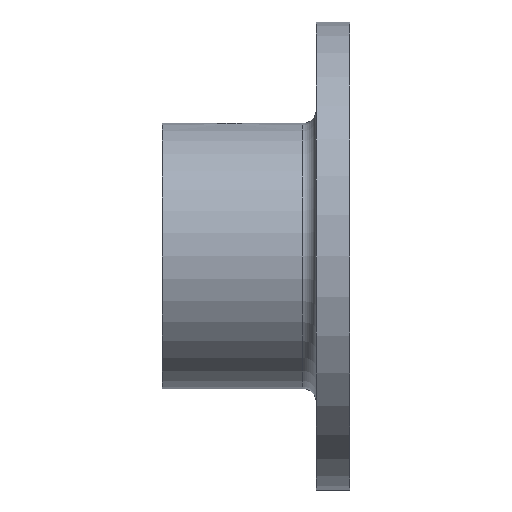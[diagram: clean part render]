
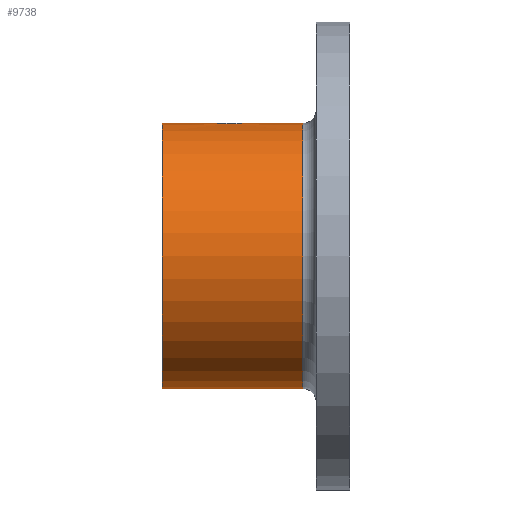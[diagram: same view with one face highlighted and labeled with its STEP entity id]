
A CAD part, left-side view. The second image highlights one B-rep face of the part: STEP entity #9738.
In plain terms, the highlighted cylindrical face has radius 19.85 mm (diameter 39.7 mm), a partial arc.
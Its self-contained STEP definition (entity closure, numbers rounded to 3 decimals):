
#75 = DIRECTION ( 'NONE',  ( 0., -1., 0. ) ) ;
#259 = ORIENTED_EDGE ( 'NONE', *, *, #3103, .F. ) ;
#417 = CARTESIAN_POINT ( 'NONE',  ( -0.931, 19.887, 19.829 ) ) ;
#1058 = VERTEX_POINT ( 'NONE', #1547 ) ;
#1121 = CARTESIAN_POINT ( 'NONE',  ( -2.045, 17.449, 19.745 ) ) ;
#1348 = CARTESIAN_POINT ( 'NONE',  ( 0., 0., 19.85 ) ) ;
#1547 = CARTESIAN_POINT ( 'NONE',  ( -2.1, 18., 19.739 ) ) ;
#1697 = ORIENTED_EDGE ( 'NONE', *, *, #13807, .F. ) ;
#1782 = CARTESIAN_POINT ( 'NONE',  ( -0.137, 20.1, 19.85 ) ) ;
#1839 = VERTEX_POINT ( 'NONE', #6632 ) ;
#2041 = DIRECTION ( 'NONE',  ( 0., 0., -1. ) ) ;
#2085 = CARTESIAN_POINT ( 'NONE',  ( 0., 7., 0. ) ) ;
#2241 = B_SPLINE_CURVE_WITH_KNOTS ( 'NONE', 3,
 ( #10889, #15049, #1121, #5184, #10950, #2552, #16472, #7951, #3977, #9483, #13759, #9435, #13641, #15177 ),
 .UNSPECIFIED., .F., .F.,
 ( 4, 2, 2, 2, 2, 2, 4 ),
 ( 0.007, 0.007, 0.008, 0.009, 0.009, 0.009, 0.01 ),
 .UNSPECIFIED. ) ;
#2263 = CARTESIAN_POINT ( 'NONE',  ( -1.888, 18.931, 19.76 ) ) ;
#2265 = DIRECTION ( 'NONE',  ( 0., 0., -1. ) ) ;
#2552 = CARTESIAN_POINT ( 'NONE',  ( -1.389, 16.419, 19.802 ) ) ;
#3103 = EDGE_CURVE ( 'NONE', #12901, #1839, #17421, .T. ) ;
#3256 = CARTESIAN_POINT ( 'NONE',  ( -0.276, 20.086, 19.849 ) ) ;
#3396 = AXIS2_PLACEMENT_3D ( 'NONE', #3524, #9160, #2041 ) ;
#3428 = CARTESIAN_POINT ( 'NONE',  ( 0., 28., -19.85 ) ) ;
#3524 = CARTESIAN_POINT ( 'NONE',  ( 0., 28., 0. ) ) ;
#3692 = ORIENTED_EDGE ( 'NONE', *, *, #14641, .T. ) ;
#3952 = VECTOR ( 'NONE', #13230, 1000. ) ;
#3977 = CARTESIAN_POINT ( 'NONE',  ( -0.932, 16.113, 19.829 ) ) ;
#4085 = ORIENTED_EDGE ( 'NONE', *, *, #9237, .F. ) ;
#4190 = CARTESIAN_POINT ( 'NONE',  ( 0., 7., 19.85 ) ) ;
#4343 = VERTEX_POINT ( 'NONE', #3428 ) ;
#4557 = EDGE_CURVE ( 'NONE', #1058, #8491, #2241, .T. ) ;
#4711 = VECTOR ( 'NONE', #8305, 1000. ) ;
#4922 = AXIS2_PLACEMENT_3D ( 'NONE', #2085, #10679, #2265 ) ;
#5184 = CARTESIAN_POINT ( 'NONE',  ( -1.835, 16.944, 19.765 ) ) ;
#5198 = ORIENTED_EDGE ( 'NONE', *, *, #15312, .F. ) ;
#5905 = ORIENTED_EDGE ( 'NONE', *, *, #16326, .T. ) ;
#5944 = CARTESIAN_POINT ( 'NONE',  ( -2.033, 18.546, 19.746 ) ) ;
#6236 = LINE ( 'NONE', #1348, #4711 ) ;
#6430 = CARTESIAN_POINT ( 'NONE',  ( -1.281, 19.67, 19.809 ) ) ;
#6632 = CARTESIAN_POINT ( 'NONE',  ( 0., 7., -19.85 ) ) ;
#6969 = VERTEX_POINT ( 'NONE', #9103 ) ;
#7224 = EDGE_LOOP ( 'NONE', ( #1697, #5905, #3692, #259, #4085, #11720, #5198 ) ) ;
#7951 = CARTESIAN_POINT ( 'NONE',  ( -1.052, 16.178, 19.822 ) ) ;
#8064 = CIRCLE ( 'NONE', #3396, 19.85 ) ;
#8305 = DIRECTION ( 'NONE',  ( 0., -1., 0. ) ) ;
#8313 = LINE ( 'NONE', #8428, #16196 ) ;
#8428 = CARTESIAN_POINT ( 'NONE',  ( 0., 0., -19.85 ) ) ;
#8491 = VERTEX_POINT ( 'NONE', #12113 ) ;
#8990 = AXIS2_PLACEMENT_3D ( 'NONE', #16680, #11093, #18077 ) ;
#9103 = CARTESIAN_POINT ( 'NONE',  ( 0., 20.1, 19.85 ) ) ;
#9160 = DIRECTION ( 'NONE',  ( 0., -1., 0. ) ) ;
#9237 = EDGE_CURVE ( 'NONE', #8491, #12901, #6236, .T. ) ;
#9435 = CARTESIAN_POINT ( 'NONE',  ( -0.275, 15.914, 19.849 ) ) ;
#9483 = CARTESIAN_POINT ( 'NONE',  ( -0.677, 16.008, 19.839 ) ) ;
#9738 = ADVANCED_FACE ( 'NONE', ( #11510 ), #17415, .T. ) ;
#9784 = CARTESIAN_POINT ( 'NONE',  ( -2.1, 18.137, 19.739 ) ) ;
#10190 = CARTESIAN_POINT ( 'NONE',  ( -2.086, 18.276, 19.74 ) ) ;
#10247 = CARTESIAN_POINT ( 'NONE',  ( 0., 20.1, 19.85 ) ) ;
#10310 = CARTESIAN_POINT ( 'NONE',  ( 0., 0., 19.85 ) ) ;
#10674 = CARTESIAN_POINT ( 'NONE',  ( -1.67, 19.281, 19.78 ) ) ;
#10679 = DIRECTION ( 'NONE',  ( 0., -1., 0. ) ) ;
#10889 = CARTESIAN_POINT ( 'NONE',  ( -2.1, 18., 19.739 ) ) ;
#10950 = CARTESIAN_POINT ( 'NONE',  ( -1.679, 16.709, 19.78 ) ) ;
#11093 = DIRECTION ( 'NONE',  ( 0., -1., 0. ) ) ;
#11510 = FACE_OUTER_BOUND ( 'NONE', #7224, .T. ) ;
#11589 = CARTESIAN_POINT ( 'NONE',  ( -1.583, 19.387, 19.787 ) ) ;
#11720 = ORIENTED_EDGE ( 'NONE', *, *, #4557, .F. ) ;
#11981 = CARTESIAN_POINT ( 'NONE',  ( 0., 28., 19.85 ) ) ;
#12059 = LINE ( 'NONE', #10310, #3952 ) ;
#12113 = CARTESIAN_POINT ( 'NONE',  ( 0., 15.9, 19.85 ) ) ;
#12901 = VERTEX_POINT ( 'NONE', #4190 ) ;
#13230 = DIRECTION ( 'NONE',  ( 0., -1., 0. ) ) ;
#13641 = CARTESIAN_POINT ( 'NONE',  ( -0.139, 15.9, 19.85 ) ) ;
#13759 = CARTESIAN_POINT ( 'NONE',  ( -0.544, 15.967, 19.843 ) ) ;
#13807 = EDGE_CURVE ( 'NONE', #14328, #6969, #12059, .T. ) ;
#14328 = VERTEX_POINT ( 'NONE', #11981 ) ;
#14404 = CARTESIAN_POINT ( 'NONE',  ( -1.993, 18.676, 19.75 ) ) ;
#14468 = CARTESIAN_POINT ( 'NONE',  ( -0.546, 20.033, 19.843 ) ) ;
#14641 = EDGE_CURVE ( 'NONE', #4343, #1839, #8313, .T. ) ;
#14820 = CARTESIAN_POINT ( 'NONE',  ( -1.387, 19.583, 19.802 ) ) ;
#15049 = CARTESIAN_POINT ( 'NONE',  ( -2.1, 17.726, 19.739 ) ) ;
#15177 = CARTESIAN_POINT ( 'NONE',  ( 0., 15.9, 19.85 ) ) ;
#15312 = EDGE_CURVE ( 'NONE', #6969, #1058, #16025, .T. ) ;
#15890 = CARTESIAN_POINT ( 'NONE',  ( -1.054, 19.822, 19.822 ) ) ;
#16025 = B_SPLINE_CURVE_WITH_KNOTS ( 'NONE', 3,
 ( #10247, #1782, #3256, #14468, #16236, #417, #15890, #6430, #14820, #11589, #10674, #17292, #2263, #14404, #5944, #10190, #9784, #16458 ),
 .UNSPECIFIED., .F., .F.,
 ( 4, 2, 2, 2, 2, 2, 2, 2, 4 ),
 ( 0.003, 0.004, 0.004, 0.005, 0.005, 0.005, 0.006, 0.006, 0.007 ),
 .UNSPECIFIED. ) ;
#16196 = VECTOR ( 'NONE', #75, 1000. ) ;
#16236 = CARTESIAN_POINT ( 'NONE',  ( -0.677, 19.993, 19.839 ) ) ;
#16326 = EDGE_CURVE ( 'NONE', #14328, #4343, #8064, .T. ) ;
#16458 = CARTESIAN_POINT ( 'NONE',  ( -2.1, 18., 19.739 ) ) ;
#16472 = CARTESIAN_POINT ( 'NONE',  ( -1.281, 16.33, 19.809 ) ) ;
#16680 = CARTESIAN_POINT ( 'NONE',  ( 0., 0., 0. ) ) ;
#17292 = CARTESIAN_POINT ( 'NONE',  ( -1.822, 19.054, 19.766 ) ) ;
#17415 = CYLINDRICAL_SURFACE ( 'NONE', #8990, 19.85 ) ;
#17421 = CIRCLE ( 'NONE', #4922, 19.85 ) ;
#18077 = DIRECTION ( 'NONE',  ( 0., 0., -1. ) ) ;
